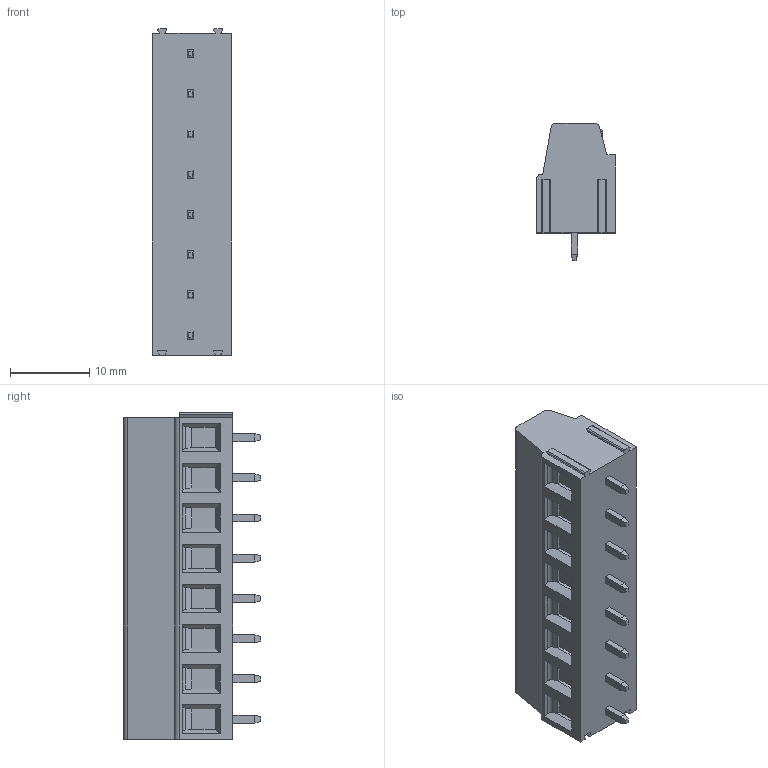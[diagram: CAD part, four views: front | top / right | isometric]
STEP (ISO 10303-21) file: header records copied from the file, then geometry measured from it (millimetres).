
FILE_DESCRIPTION((''),'2;1');
FILE_NAME('TL338V','2025-02-17T',('yanfa'),(''),'PRO/ENGINEER BY PARAMETRIC TECHNOLOGY CORPORATION, 2009280','PRO/ENGINEER BY PARAMETRIC TECHNOLOGY CORPORATION, 2009280','');
FILE_SCHEMA(('AUTOMOTIVE_DESIGN_CC2 { 1 2 10303 214 -1 1 5 2 }'));
Length unit declared in the file: millimetre
Products named in the file (1): TL338V
Bounding box: 10 x 17.3 x 41.24 mm (x, y, z)
Volume: 4683.1 mm3; surface area: 2618.5 mm2
Topology: 1 solids, 1 shells, 385 faces, 957 edges, 606 vertices
Faces by surface type: plane 234, cylinder 95, cone 32, torus 16, sphere 8
Entity records: 11497 total; most frequent: CARTESIAN_POINT 2252, ORIENTED_EDGE 1914, DIRECTION 1893, EDGE_CURVE 957, VECTOR 679, LINE 679, AXIS2_PLACEMENT_3D 607, VERTEX_POINT 606
